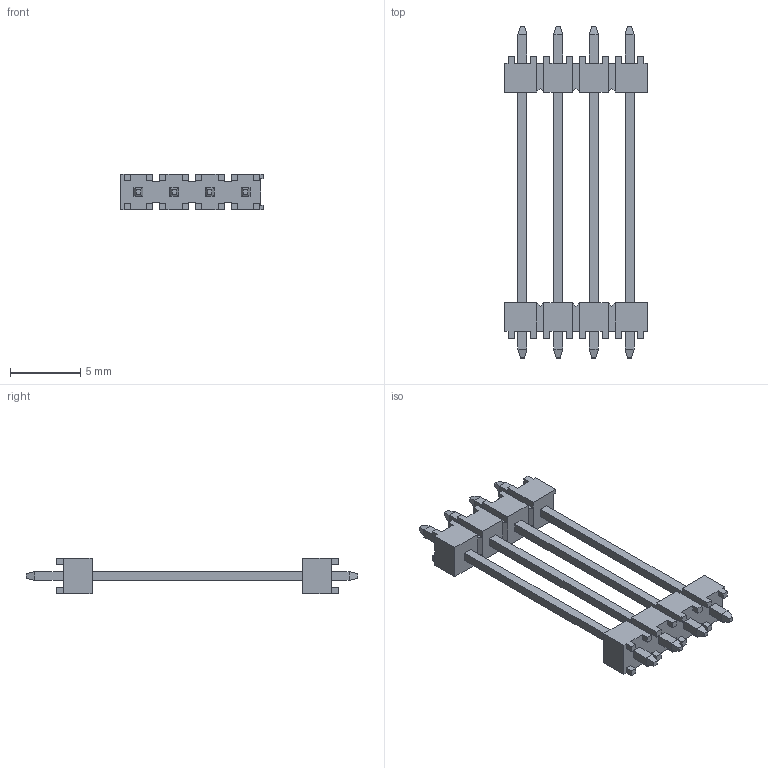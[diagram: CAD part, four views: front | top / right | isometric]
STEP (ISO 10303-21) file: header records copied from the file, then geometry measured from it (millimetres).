
FILE_DESCRIPTION (( 'STEP AP214' ), '1' );
FILE_NAME ('Samtec-ZW-04-11-T-S-790-55.step', '2014-09-09T09:28:53', ( 'Windows User' ), ( '' ), 'SwSTEP 2.0', 'SolidWorks 2014', '' );
FILE_SCHEMA (( 'AUTOMOTIVE_DESIGN' ));
Length unit declared in the file: inch
Products named in the file (1): Samtec-ZW-04-11-T-S-790-55
Bounding box: 10.16 x 23.62 x 2.54 mm (x, y, z)
Volume: 129.7 mm3; surface area: 448.4 mm2
Topology: 1 solids, 1 shells, 294 faces, 774 edges, 492 vertices
Faces by surface type: plane 294
Entity records: 11460 total; most frequent: CARTESIAN_POINT 1561, ORIENTED_EDGE 1548, DIRECTION 1364, EDGE_CURVE 774, LINE 774, VECTOR 774, VERTEX_POINT 492, EDGE_LOOP 310
